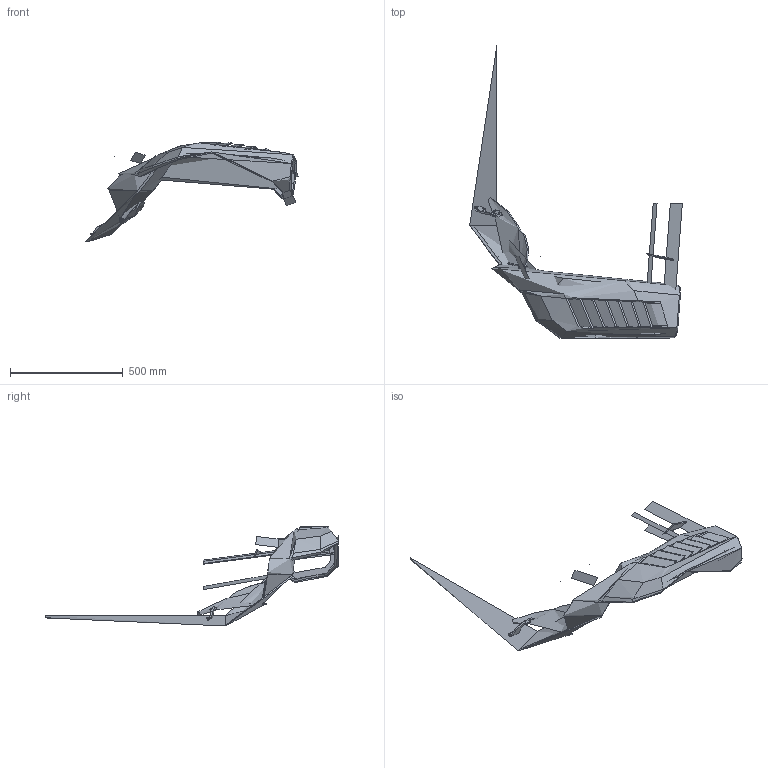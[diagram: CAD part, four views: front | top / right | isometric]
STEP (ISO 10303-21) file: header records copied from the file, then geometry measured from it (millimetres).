
FILE_DESCRIPTION(/* description */ (''),/* implementation_level */ '2;1');
FILE_NAME(/* name */ '011d274c-3d0e-41a4-9904-9a89f8549a73',/* time_stamp */ '2021-11-06T14:47:52+09:00',/* author */ (''),/* organization */ (''),/* preprocessor_version */ 'ST-DEVELOPER v16.5',/* originating_system */ '',/* authorisation */ '');
FILE_SCHEMA (('CONFIG_CONTROL_DESIGN'));
Length unit declared in the file: millimetre
Products named in the file (1): Document
Bounding box: 944.86 x 1300 x 444.23 mm (x, y, z)
Volume: 2539061.7 mm3; surface area: 1777689.6 mm2
Topology: 21 solids, 28 shells, 439 faces, 1072 edges, 680 vertices
Faces by surface type: bspline 283, plane 105, cylinder 51
Entity records: 42314 total; most frequent: CARTESIAN_POINT 35518, ORIENTED_EDGE 2078, EDGE_CURVE 1064, B_SPLINE_CURVE_WITH_KNOTS 770, VERTEX_POINT 680, EDGE_LOOP 477, ADVANCED_FACE 439, FACE_OUTER_BOUND 439
